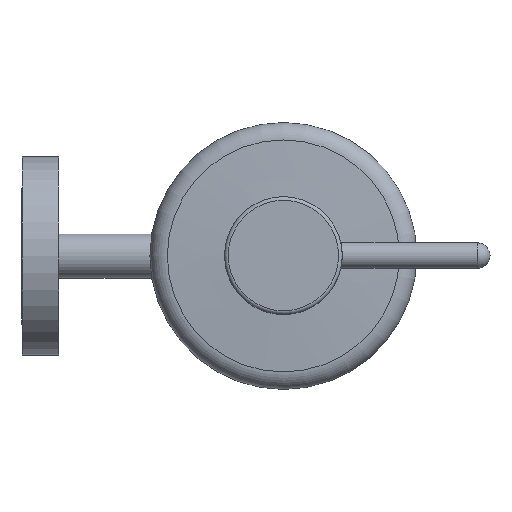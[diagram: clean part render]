
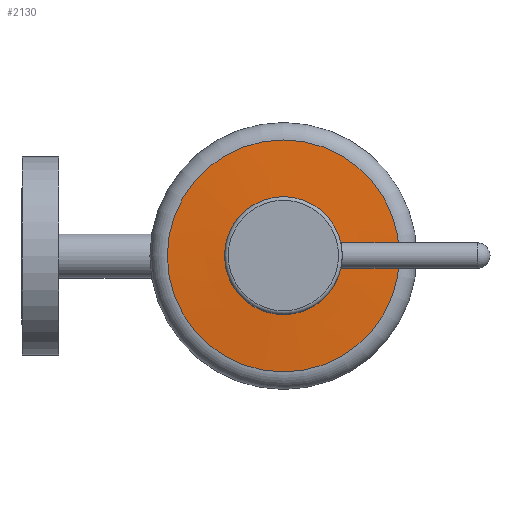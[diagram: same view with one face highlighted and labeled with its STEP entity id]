
A CAD part, top view. The second image highlights one B-rep face of the part: STEP entity #2130.
In plain terms, the highlighted conical face has half-angle 87 degrees and reference radius 21.318 mm.
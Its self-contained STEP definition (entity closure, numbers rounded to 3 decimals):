
#463=ORIENTED_EDGE('',*,*,#998,.T.);
#464=ORIENTED_EDGE('',*,*,#997,.T.);
#997=EDGE_CURVE('',#1267,#1267,#1500,.T.);
#998=EDGE_CURVE('',#1268,#1268,#1501,.T.);
#1267=VERTEX_POINT('',#3263);
#1268=VERTEX_POINT('',#3266);
#1500=CIRCLE('',#2409,31.512);
#1501=CIRCLE('',#2411,11.124);
#1615=EDGE_LOOP('',(#463));
#1616=EDGE_LOOP('',(#464));
#1867=FACE_BOUND('',#1615,.T.);
#1868=FACE_BOUND('',#1616,.T.);
#2112=CONICAL_SURFACE('',#2410,21.318,1.518);
#2130=ADVANCED_FACE('',(#1867,#1868),#2112,.T.);
#2409=AXIS2_PLACEMENT_3D('',#3262,#2681,#2682);
#2410=AXIS2_PLACEMENT_3D('',#3264,#2683,#2684);
#2411=AXIS2_PLACEMENT_3D('',#3265,#2685,#2686);
#2681=DIRECTION('',(0.,0.,1.));
#2682=DIRECTION('',(1.,0.,0.));
#2683=DIRECTION('',(0.,0.,-1.));
#2684=DIRECTION('',(-1.,0.,0.));
#2685=DIRECTION('',(0.,0.,-1.));
#2686=DIRECTION('',(1.,0.,0.));
#3262=CARTESIAN_POINT('',(67.2,0.,29.332));
#3263=CARTESIAN_POINT('',(98.712,0.,29.332));
#3264=CARTESIAN_POINT('',(67.2,0.,29.866));
#3265=CARTESIAN_POINT('',(67.2,0.,30.4));
#3266=CARTESIAN_POINT('',(78.324,0.,30.4));
